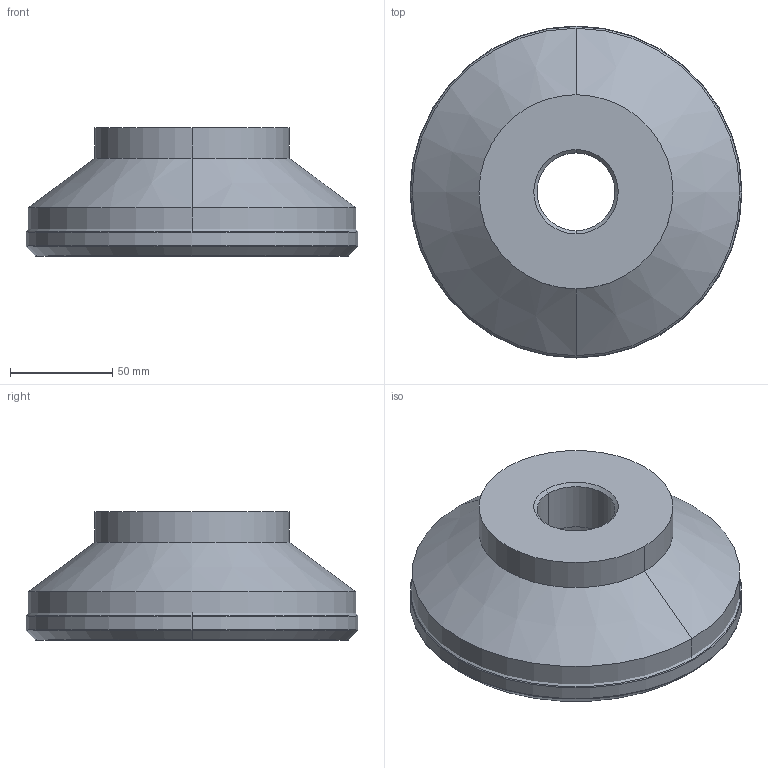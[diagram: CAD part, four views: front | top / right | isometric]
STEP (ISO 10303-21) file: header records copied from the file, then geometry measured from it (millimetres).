
FILE_DESCRIPTION(('no description'),'unknown implementation level');
FILE_NAME('solidGQUdxyb9yA9j9yDPhKbqf7rZJyI_1.STP',' ',('CIMSOURCE GmbH'),('CADClick - KiM GmbH - www.kimweb.de'),'unknown preprocess','ACIS','unknown authorization');
FILE_SCHEMA(('automotive_design'));
Length unit declared in the file: millimetre
Products named in the file (2): 1; 2
Bounding box: 162.42 x 162.42 x 63 mm (x, y, z)
Volume: 736120.9 mm3; surface area: 87901 mm2
Topology: 2 solids, 2 shells, 50 faces, 128 edges, 84 vertices
Faces by surface type: cone 16, torus 16, cylinder 12, plane 6
Entity records: 3109 total; most frequent: DIRECTION 338, CARTESIAN_POINT 267, STYLED_ITEM 264, PRESENTATION_STYLE_ASSIGNMENT 264, COLOUR_RGB 264, ORIENTED_EDGE 256, AXIS2_PLACEMENT_3D 155, EDGE_CURVE 128
